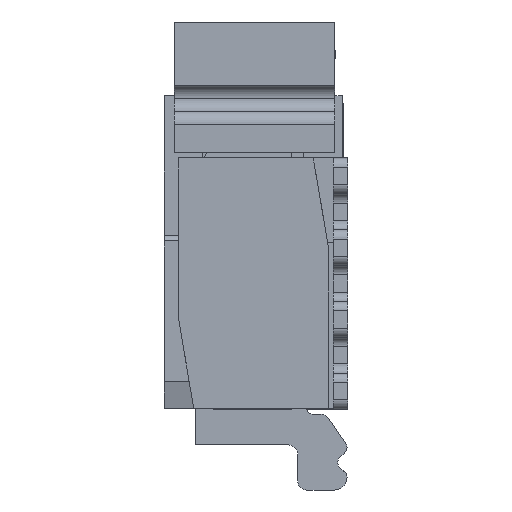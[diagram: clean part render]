
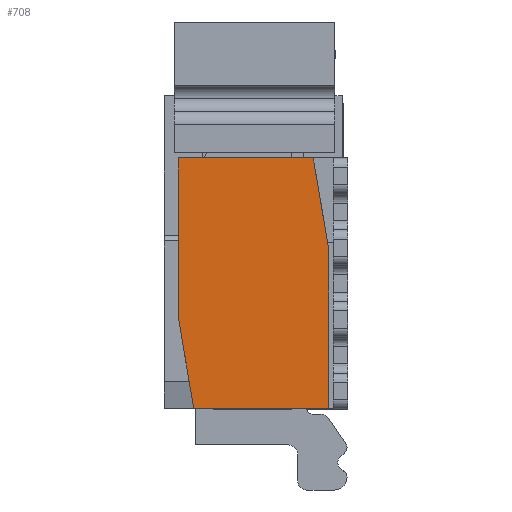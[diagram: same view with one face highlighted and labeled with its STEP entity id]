
A CAD part, left-side view. The second image highlights one B-rep face of the part: STEP entity #708.
In plain terms, the highlighted planar face has unit normal (-1, 0, 0).
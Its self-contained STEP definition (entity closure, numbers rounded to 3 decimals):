
#708=ADVANCED_FACE('',(#2166),#2167,.T.);
#2166=FACE_OUTER_BOUND('',#3721,.T.);
#2167=PLANE('',#3722);
#3721=EDGE_LOOP('',(#9939,#9940,#9941,#9942,#9943,#9944));
#3722=AXIS2_PLACEMENT_3D('',#9945,#9946,#9947);
#9939=ORIENTED_EDGE('',*,*,#10679,.F.);
#9940=ORIENTED_EDGE('',*,*,#12762,.F.);
#9941=ORIENTED_EDGE('',*,*,#12763,.F.);
#9942=ORIENTED_EDGE('',*,*,#12297,.T.);
#9943=ORIENTED_EDGE('',*,*,#12761,.T.);
#9944=ORIENTED_EDGE('',*,*,#12764,.F.);
#9945=CARTESIAN_POINT('',(-10.06,-1.245,-4.37));
#9946=DIRECTION('',(-1.0,0.0,0.0));
#9947=DIRECTION('',(0.0,0.0,1.0));
#10679=EDGE_CURVE('',#12935,#12937,#12938,.T.);
#12297=EDGE_CURVE('',#15666,#15664,#15667,.T.);
#12761=EDGE_CURVE('',#15664,#16431,#16433,.T.);
#12762=EDGE_CURVE('',#16434,#12935,#16435,.T.);
#12763=EDGE_CURVE('',#15666,#16434,#16436,.T.);
#12764=EDGE_CURVE('',#12937,#16431,#16437,.T.);
#12935=VERTEX_POINT('',#16656);
#12937=VERTEX_POINT('',#16659);
#12938=LINE('',#16660,#16661);
#15664=VERTEX_POINT('',#20640);
#15666=VERTEX_POINT('',#20643);
#15667=LINE('',#20644,#20645);
#16431=VERTEX_POINT('',#21768);
#16433=LINE('',#21771,#21772);
#16434=VERTEX_POINT('',#21773);
#16435=LINE('',#21774,#21775);
#16436=LINE('',#21776,#21777);
#16437=LINE('',#21778,#21779);
#16656=CARTESIAN_POINT('',(-10.06,-1.05,-4.37));
#16659=CARTESIAN_POINT('',(-10.06,0.835,-4.37));
#16660=CARTESIAN_POINT('',(-10.06,-1.05,-4.37));
#16661=VECTOR('',#22041,1.885);
#20640=CARTESIAN_POINT('',(-10.06,1.05,-0.87));
#20643=CARTESIAN_POINT('',(-10.06,-0.835,-0.87));
#20644=CARTESIAN_POINT('',(-10.06,-0.835,-0.87));
#20645=VECTOR('',#24411,1.885);
#21768=CARTESIAN_POINT('',(-10.06,1.05,-3.1));
#21771=CARTESIAN_POINT('',(-10.06,1.05,-0.87));
#21772=VECTOR('',#25081,2.23);
#21773=CARTESIAN_POINT('',(-10.06,-1.05,-2.14));
#21774=CARTESIAN_POINT('',(-10.06,-1.05,-2.14));
#21775=VECTOR('',#25082,2.23);
#21776=CARTESIAN_POINT('',(-10.06,-0.835,-0.87));
#21777=VECTOR('',#25083,1.288);
#21778=CARTESIAN_POINT('',(-10.06,0.835,-4.37));
#21779=VECTOR('',#25084,1.288);
#22041=DIRECTION('',(0.0,1.0,0.0));
#24411=DIRECTION('',(0.0,1.0,0.0));
#25081=DIRECTION('',(0.0,0.0,-1.0));
#25082=DIRECTION('',(0.0,0.0,-1.0));
#25083=DIRECTION('',(0.0,-0.167,-0.986));
#25084=DIRECTION('',(0.0,0.167,0.986));
